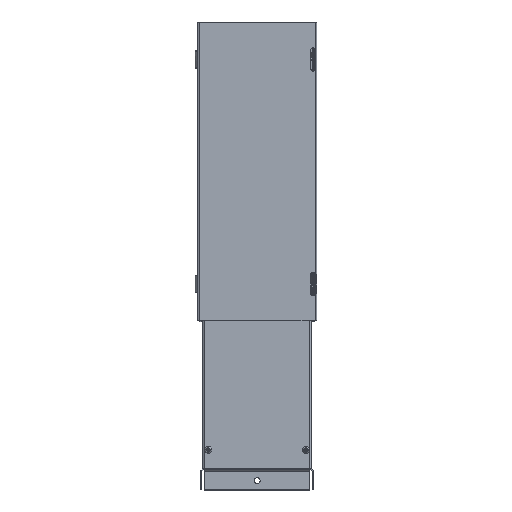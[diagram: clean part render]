
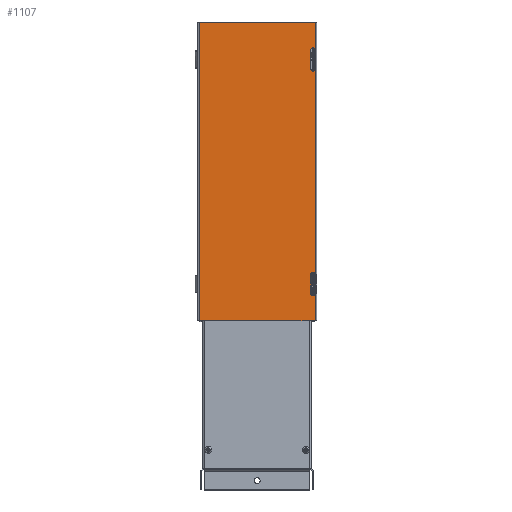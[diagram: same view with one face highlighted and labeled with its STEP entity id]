
A CAD part, top view. The second image highlights one B-rep face of the part: STEP entity #1107.
In plain terms, the highlighted planar face has unit normal (0, 0, 1).
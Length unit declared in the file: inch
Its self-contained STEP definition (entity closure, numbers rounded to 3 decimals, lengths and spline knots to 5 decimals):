
#50 = CARTESIAN_POINT ( 'NONE',  ( 2.865, -5.5, 4.0425 ) ) ;
#192 = VECTOR ( 'NONE', #2346, 39.37008 ) ;
#349 = DIRECTION ( 'NONE',  ( -1., 0., 0. ) ) ;
#442 = AXIS2_PLACEMENT_3D ( 'NONE', #4629, #10062, #7215 ) ;
#546 = EDGE_CURVE ( 'NONE', #13136, #1159, #7924, .T. ) ;
#715 = CARTESIAN_POINT ( 'NONE',  ( -3.096, -7.96875, 4.0425 ) ) ;
#1107 = ADVANCED_FACE ( 'NONE', ( #8921 ), #15940, .T. ) ;
#1159 = VERTEX_POINT ( 'NONE', #12227 ) ;
#1384 = AXIS2_PLACEMENT_3D ( 'NONE', #14434, #13106, #10533 ) ;
#1969 = VERTEX_POINT ( 'NONE', #50 ) ;
#2118 = CARTESIAN_POINT ( 'NONE',  ( 3.096, -7.96875, 4.0425 ) ) ;
#2261 = DIRECTION ( 'NONE',  ( 1., 0., 0. ) ) ;
#2346 = DIRECTION ( 'NONE',  ( 0., 1., 0. ) ) ;
#2365 = CARTESIAN_POINT ( 'NONE',  ( 2.865, 6.5, 4.0425 ) ) ;
#2706 = VECTOR ( 'NONE', #8840, 39.37008 ) ;
#2735 = CIRCLE ( 'NONE', #12964, 0.125 ) ;
#2784 = CARTESIAN_POINT ( 'NONE',  ( -3.096, 7.96875, 4.0425 ) ) ;
#2797 = VECTOR ( 'NONE', #13027, 39.37008 ) ;
#3395 = CARTESIAN_POINT ( 'NONE',  ( 3.096, -7.96875, 4.0425 ) ) ;
#3493 = CARTESIAN_POINT ( 'NONE',  ( -3.096, -7.96875, 4.0425 ) ) ;
#3693 = ORIENTED_EDGE ( 'NONE', *, *, #13064, .T. ) ;
#3746 = DIRECTION ( 'NONE',  ( 1., 0., 0. ) ) ;
#3750 = DIRECTION ( 'NONE',  ( 0., 1., 0. ) ) ;
#4360 = VECTOR ( 'NONE', #6922, 39.37008 ) ;
#4366 = VERTEX_POINT ( 'NONE', #10240 ) ;
#4629 = CARTESIAN_POINT ( 'NONE',  ( 2.99, -6.5, 4.0425 ) ) ;
#4820 = CARTESIAN_POINT ( 'NONE',  ( 2.99, -5.5, 4.0425 ) ) ;
#4881 = ORIENTED_EDGE ( 'NONE', *, *, #10550, .T. ) ;
#5096 = LINE ( 'NONE', #15945, #12194 ) ;
#5192 = LINE ( 'NONE', #6170, #16215 ) ;
#5209 = CARTESIAN_POINT ( 'NONE',  ( 2.865, 5.5, 4.0425 ) ) ;
#5254 = ORIENTED_EDGE ( 'NONE', *, *, #546, .T. ) ;
#5723 = LINE ( 'NONE', #6077, #11101 ) ;
#6077 = CARTESIAN_POINT ( 'NONE',  ( 3.096, 7.96875, 4.0425 ) ) ;
#6170 = CARTESIAN_POINT ( 'NONE',  ( 3.096, -7.96875, 4.0425 ) ) ;
#6252 = CARTESIAN_POINT ( 'NONE',  ( 3.096, -7.96875, 4.0425 ) ) ;
#6380 = LINE ( 'NONE', #14549, #192 ) ;
#6497 = EDGE_CURVE ( 'NONE', #13553, #1969, #6380, .T. ) ;
#6521 = CARTESIAN_POINT ( 'NONE',  ( 3.096, 5.43375, 4.0425 ) ) ;
#6749 = CIRCLE ( 'NONE', #14704, 0.125 ) ;
#6922 = DIRECTION ( 'NONE',  ( 0., 1., 0. ) ) ;
#7215 = DIRECTION ( 'NONE',  ( 1., 0., 0. ) ) ;
#7364 = ORIENTED_EDGE ( 'NONE', *, *, #15698, .T. ) ;
#7533 = CARTESIAN_POINT ( 'NONE',  ( 2.99, 5.5, 4.0425 ) ) ;
#7575 = DIRECTION ( 'NONE',  ( 1., 0., 0. ) ) ;
#7610 = EDGE_CURVE ( 'NONE', #9833, #12293, #17560, .T. ) ;
#7924 = LINE ( 'NONE', #11570, #4360 ) ;
#7937 = CARTESIAN_POINT ( 'NONE',  ( 3.096, 6.56625, 4.0425 ) ) ;
#8840 = DIRECTION ( 'NONE',  ( 0., 1., 0. ) ) ;
#8913 = DIRECTION ( 'NONE',  ( 0., 0., -1. ) ) ;
#8921 = FACE_OUTER_BOUND ( 'NONE', #13361, .T. ) ;
#8927 = ORIENTED_EDGE ( 'NONE', *, *, #13949, .T. ) ;
#9397 = VERTEX_POINT ( 'NONE', #6521 ) ;
#9833 = VERTEX_POINT ( 'NONE', #2365 ) ;
#10062 = DIRECTION ( 'NONE',  ( 0., 0., -1. ) ) ;
#10161 = VERTEX_POINT ( 'NONE', #2784 ) ;
#10240 = CARTESIAN_POINT ( 'NONE',  ( 3.096, -5.43375, 4.0425 ) ) ;
#10464 = VECTOR ( 'NONE', #2261, 39.37008 ) ;
#10495 = CARTESIAN_POINT ( 'NONE',  ( 2.865, -6.5, 4.0425 ) ) ;
#10526 = DIRECTION ( 'NONE',  ( 0., 0., 1. ) ) ;
#10533 = DIRECTION ( 'NONE',  ( 1., 0., 0. ) ) ;
#10550 = EDGE_CURVE ( 'NONE', #4366, #9397, #15584, .T. ) ;
#10788 = ORIENTED_EDGE ( 'NONE', *, *, #17512, .T. ) ;
#11101 = VECTOR ( 'NONE', #349, 39.37008 ) ;
#11429 = ORIENTED_EDGE ( 'NONE', *, *, #7610, .T. ) ;
#11570 = CARTESIAN_POINT ( 'NONE',  ( 3.096, -7.96875, 4.0425 ) ) ;
#11614 = ORIENTED_EDGE ( 'NONE', *, *, #17627, .T. ) ;
#11674 = ORIENTED_EDGE ( 'NONE', *, *, #15009, .T. ) ;
#11773 = DIRECTION ( 'NONE',  ( 0., 1., 0. ) ) ;
#11924 = CARTESIAN_POINT ( 'NONE',  ( 3.096, 7.96875, 4.0425 ) ) ;
#11959 = EDGE_CURVE ( 'NONE', #1159, #13553, #15815, .T. ) ;
#12194 = VECTOR ( 'NONE', #3750, 39.37008 ) ;
#12227 = CARTESIAN_POINT ( 'NONE',  ( 3.096, -6.56625, 4.0425 ) ) ;
#12293 = VERTEX_POINT ( 'NONE', #7937 ) ;
#12958 = DIRECTION ( 'NONE',  ( 0., 0., -1. ) ) ;
#12964 = AXIS2_PLACEMENT_3D ( 'NONE', #4820, #8913, #7575 ) ;
#13027 = DIRECTION ( 'NONE',  ( 0., -1., 0. ) ) ;
#13064 = EDGE_CURVE ( 'NONE', #1969, #4366, #2735, .T. ) ;
#13106 = DIRECTION ( 'NONE',  ( 0., 0., -1. ) ) ;
#13136 = VERTEX_POINT ( 'NONE', #2118 ) ;
#13361 = EDGE_LOOP ( 'NONE', ( #11674, #5254, #13586, #17179, #3693, #4881, #8927, #7364, #11429, #11614, #10788, #15434 ) ) ;
#13553 = VERTEX_POINT ( 'NONE', #10495 ) ;
#13586 = ORIENTED_EDGE ( 'NONE', *, *, #11959, .T. ) ;
#13949 = EDGE_CURVE ( 'NONE', #9397, #17268, #6749, .T. ) ;
#14434 = CARTESIAN_POINT ( 'NONE',  ( 2.99, 6.5, 4.0425 ) ) ;
#14549 = CARTESIAN_POINT ( 'NONE',  ( 2.865, -7.96875, 4.0425 ) ) ;
#14593 = VERTEX_POINT ( 'NONE', #11924 ) ;
#14704 = AXIS2_PLACEMENT_3D ( 'NONE', #7533, #12958, #15794 ) ;
#15009 = EDGE_CURVE ( 'NONE', #15311, #13136, #15625, .T. ) ;
#15311 = VERTEX_POINT ( 'NONE', #715 ) ;
#15378 = EDGE_CURVE ( 'NONE', #10161, #15311, #15510, .T. ) ;
#15434 = ORIENTED_EDGE ( 'NONE', *, *, #15378, .T. ) ;
#15510 = LINE ( 'NONE', #3493, #2797 ) ;
#15584 = LINE ( 'NONE', #3395, #2706 ) ;
#15625 = LINE ( 'NONE', #17136, #10464 ) ;
#15698 = EDGE_CURVE ( 'NONE', #17268, #9833, #5096, .T. ) ;
#15794 = DIRECTION ( 'NONE',  ( 1., 0., 0. ) ) ;
#15815 = CIRCLE ( 'NONE', #442, 0.125 ) ;
#15940 = PLANE ( 'NONE',  #17461 ) ;
#15945 = CARTESIAN_POINT ( 'NONE',  ( 2.865, -7.96875, 4.0425 ) ) ;
#16215 = VECTOR ( 'NONE', #11773, 39.37008 ) ;
#17136 = CARTESIAN_POINT ( 'NONE',  ( 3.096, -7.96875, 4.0425 ) ) ;
#17179 = ORIENTED_EDGE ( 'NONE', *, *, #6497, .T. ) ;
#17268 = VERTEX_POINT ( 'NONE', #5209 ) ;
#17461 = AXIS2_PLACEMENT_3D ( 'NONE', #6252, #10526, #3746 ) ;
#17512 = EDGE_CURVE ( 'NONE', #14593, #10161, #5723, .T. ) ;
#17560 = CIRCLE ( 'NONE', #1384, 0.125 ) ;
#17627 = EDGE_CURVE ( 'NONE', #12293, #14593, #5192, .T. ) ;
